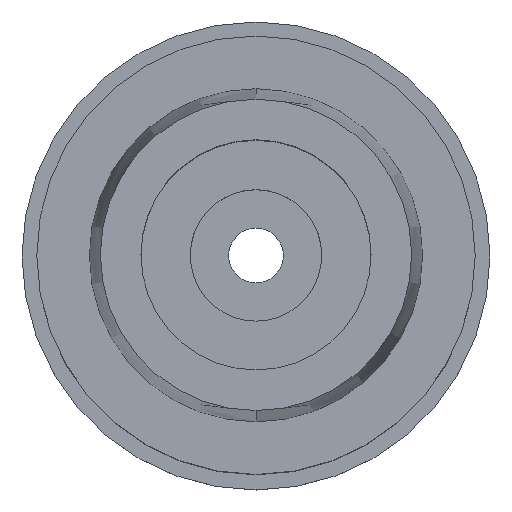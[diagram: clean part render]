
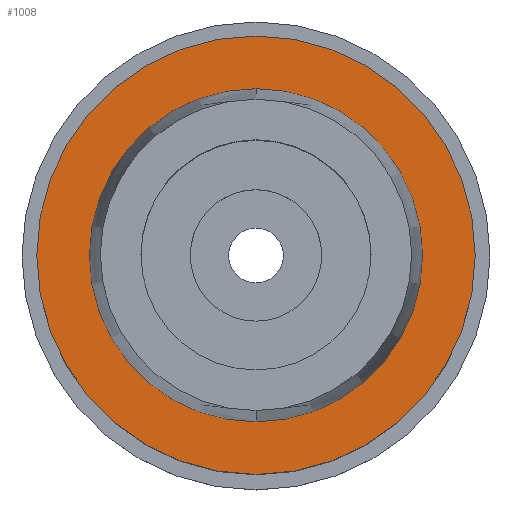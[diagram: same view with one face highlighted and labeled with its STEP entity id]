
A CAD part, top view. The second image highlights one B-rep face of the part: STEP entity #1008.
In plain terms, the highlighted planar face has unit normal (0, 0, 1).
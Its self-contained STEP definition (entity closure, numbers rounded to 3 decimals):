
#91=CARTESIAN_POINT('',(0.,0.,0.));
#92=DIRECTION('',(0.,0.,-1.));
#93=DIRECTION('',(0.,-1.,0.));
#94=AXIS2_PLACEMENT_3D('',#91,#92,#93);
#99=CARTESIAN_POINT('',(0.,0.,0.));
#100=DIRECTION('',(0.,0.,-1.));
#101=DIRECTION('',(0.,1.,0.));
#102=AXIS2_PLACEMENT_3D('',#99,#100,#101);
#107=CARTESIAN_POINT('',(0.,0.,0.));
#108=DIRECTION('',(0.,0.,1.));
#109=DIRECTION('',(0.,-1.,0.));
#110=AXIS2_PLACEMENT_3D('',#107,#108,#109);
#115=CARTESIAN_POINT('',(0.,0.,0.));
#116=DIRECTION('',(0.,0.,1.));
#117=DIRECTION('',(0.,1.,0.));
#118=AXIS2_PLACEMENT_3D('',#115,#116,#117);
#831=CARTESIAN_POINT('',(0.,15.2,0.));
#832=VERTEX_POINT('',#831);
#833=CARTESIAN_POINT('',(0.,-15.2,0.));
#834=VERTEX_POINT('',#833);
#835=CARTESIAN_POINT('',(0.,-20.,0.));
#836=CARTESIAN_POINT('',(0.,20.,0.));
#837=VERTEX_POINT('',#835);
#838=VERTEX_POINT('',#836);
#993=CARTESIAN_POINT('',(0.,0.,0.));
#994=DIRECTION('',(0.,0.,1.));
#995=DIRECTION('',(0.,1.,0.));
#996=AXIS2_PLACEMENT_3D('',#993,#994,#995);
#997=PLANE('',#996);
#999=ORIENTED_EDGE('',*,*,#998,.T.);
#1001=ORIENTED_EDGE('',*,*,#1000,.T.);
#1002=EDGE_LOOP('',(#999,#1001));
#1003=FACE_OUTER_BOUND('',#1002,.F.);
#1004=ORIENTED_EDGE('',*,*,#986,.T.);
#1005=ORIENTED_EDGE('',*,*,#975,.T.);
#1006=EDGE_LOOP('',(#1004,#1005));
#1007=FACE_BOUND('',#1006,.F.);
#95=CIRCLE('',#94,20.);
#103=CIRCLE('',#102,20.);
#111=CIRCLE('',#110,15.2);
#119=CIRCLE('',#118,15.2);
#975=EDGE_CURVE('',#832,#834,#119,.T.);
#986=EDGE_CURVE('',#834,#832,#111,.T.);
#998=EDGE_CURVE('',#837,#838,#95,.T.);
#1000=EDGE_CURVE('',#838,#837,#103,.T.);
#1008=ADVANCED_FACE('',(#1003,#1007),#997,.T.);
